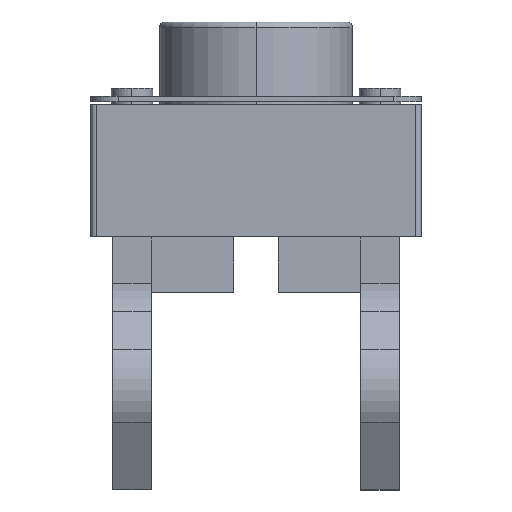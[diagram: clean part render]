
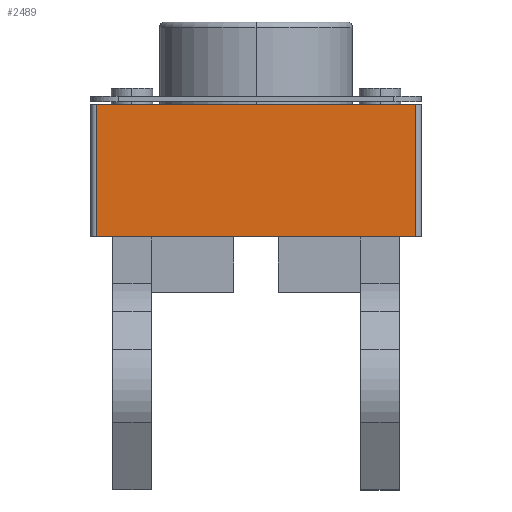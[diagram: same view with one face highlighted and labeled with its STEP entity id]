
A CAD part, left-side view. The second image highlights one B-rep face of the part: STEP entity #2489.
In plain terms, the highlighted planar face has unit normal (-1, 0, 0).
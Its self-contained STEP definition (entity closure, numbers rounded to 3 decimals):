
#108 = FACE_OUTER_BOUND ( 'NONE', #946, .T. ) ;
#120 = AXIS2_PLACEMENT_3D ( 'NONE', #1652, #1653, #1654 ) ;
#547 = VERTEX_POINT ( 'NONE', #4251 ) ;
#612 = VERTEX_POINT ( 'NONE', #4233 ) ;
#634 = ORIENTED_EDGE ( 'NONE', *, *, #2358, .T. ) ;
#664 = ORIENTED_EDGE ( 'NONE', *, *, #2097, .T. ) ;
#946 = EDGE_LOOP ( 'NONE', ( #2848, #634, #2863, #664 ) ) ;
#1219 = LINE ( 'NONE', #1220, #3448 ) ;
#1220 = CARTESIAN_POINT ( 'NONE',  ( 0., 0.1, 3.4 ) ) ;
#1221 = DIRECTION ( 'NONE',  ( 0., 0., 1. ) ) ;
#1645 = PLANE ( 'NONE',  #120 ) ;
#1652 = CARTESIAN_POINT ( 'NONE',  ( 0., 0., 3.4 ) ) ;
#1653 = DIRECTION ( 'NONE',  ( 1., 0., 0. ) ) ;
#1654 = DIRECTION ( 'NONE',  ( 0., 0., -1. ) ) ;
#2086 = EDGE_CURVE ( 'NONE', #3643, #3381, #4176, .T. ) ;
#2097 = EDGE_CURVE ( 'NONE', #3643, #547, #4193, .T. ) ;
#2160 = EDGE_CURVE ( 'NONE', #612, #547, #4084, .T. ) ;
#2358 = EDGE_CURVE ( 'NONE', #612, #3381, #1219, .T. ) ;
#2489 = ADVANCED_FACE ( 'NONE', ( #108 ), #1645, .F. ) ;
#2848 = ORIENTED_EDGE ( 'NONE', *, *, #2160, .F. ) ;
#2863 = ORIENTED_EDGE ( 'NONE', *, *, #2086, .F. ) ;
#3198 = CARTESIAN_POINT ( 'NONE',  ( 0., 0.1, 3.4 ) ) ;
#3214 = CARTESIAN_POINT ( 'NONE',  ( 0., 5.9, 3.4 ) ) ;
#3381 = VERTEX_POINT ( 'NONE', #3198 ) ;
#3438 = DIRECTION ( 'NONE',  ( 0., 1., 0. ) ) ;
#3448 = VECTOR ( 'NONE', #1221, 1000. ) ;
#3643 = VERTEX_POINT ( 'NONE', #3214 ) ;
#4028 = VECTOR ( 'NONE', #3438, 1000. ) ;
#4040 = VECTOR ( 'NONE', #4194, 1000. ) ;
#4079 = CARTESIAN_POINT ( 'NONE',  ( 0., 6., 1. ) ) ;
#4084 = LINE ( 'NONE', #4079, #4028 ) ;
#4125 = VECTOR ( 'NONE', #4175, 1000. ) ;
#4174 = CARTESIAN_POINT ( 'NONE',  ( 0., 0., 3.4 ) ) ;
#4175 = DIRECTION ( 'NONE',  ( 0., -1., 0. ) ) ;
#4176 = LINE ( 'NONE', #4174, #4125 ) ;
#4193 = LINE ( 'NONE', #4195, #4040 ) ;
#4194 = DIRECTION ( 'NONE',  ( 0., 0., -1. ) ) ;
#4195 = CARTESIAN_POINT ( 'NONE',  ( 0., 5.9, 3.4 ) ) ;
#4233 = CARTESIAN_POINT ( 'NONE',  ( 0., 0.1, 1. ) ) ;
#4251 = CARTESIAN_POINT ( 'NONE',  ( 0., 5.9, 1. ) ) ;
